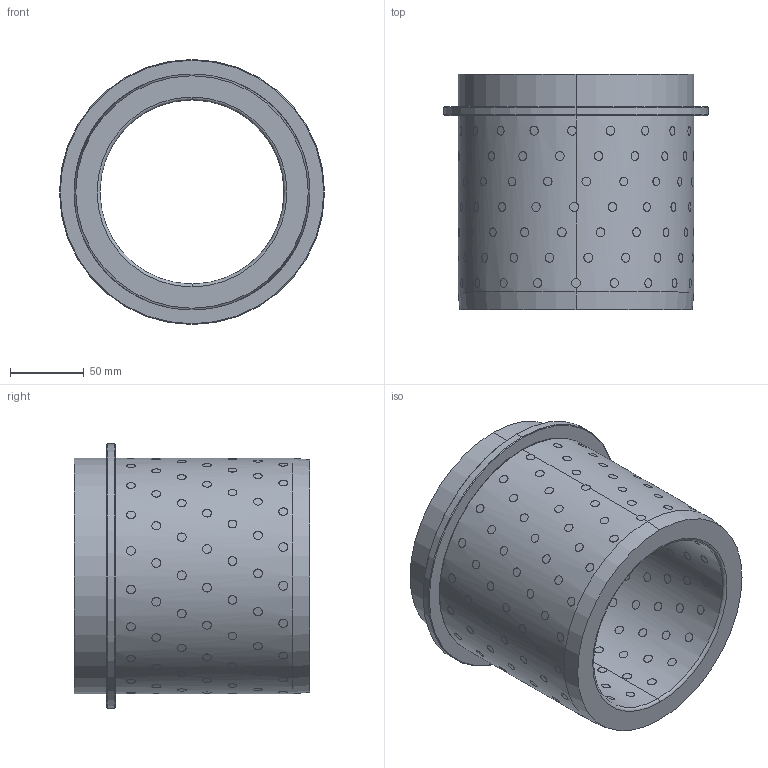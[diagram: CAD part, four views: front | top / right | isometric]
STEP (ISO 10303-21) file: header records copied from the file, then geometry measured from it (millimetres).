
FILE_DESCRIPTION (( 'STEP AP214' ), '1' );
FILE_NAME ('JNM-125.STEP', '2021-10-20T08:54:29', ( '' ), ( '' ), 'SwSTEP 2.0', 'SolidWorks 2016', '' );
FILE_SCHEMA (( 'AUTOMOTIVE_DESIGN' ));
Length unit declared in the file: millimetre
Products named in the file (138): ʯī-L17.5; JNM-D125-L160; JNM-125
Assembly tree (135 placements, depth 2):
  ʯī-L17.5
  ʯī-L17.5
  ʯī-L17.5
  ʯī-L17.5
  ʯī-L17.5
Bounding box: 180 x 160 x 180 mm (x, y, z)
Volume: 1269205.8 mm3; surface area: 254676.7 mm2
Topology: 134 solids, 134 shells, 826 faces, 1680 edges, 1116 vertices
Faces by surface type: cylinder 542, plane 270, cone 8, torus 6
Entity records: 29158 total; most frequent: CARTESIAN_POINT 18952, ORIENTED_EDGE 1774, DIRECTION 1257, EDGE_CURVE 887, VERTEX_POINT 586, EDGE_LOOP 559, B_SPLINE_CURVE_WITH_KNOTS 551, AXIS2_PLACEMENT_3D 481
